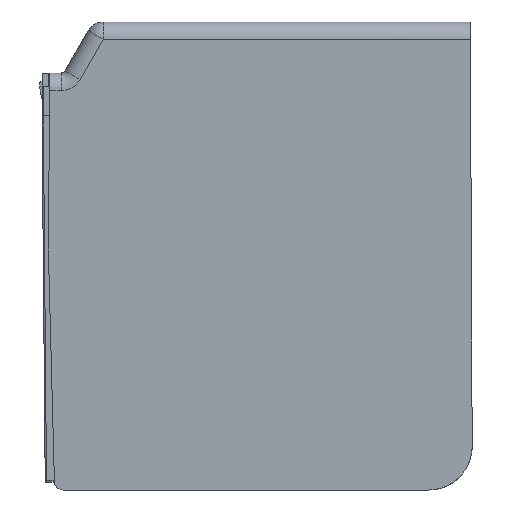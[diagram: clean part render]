
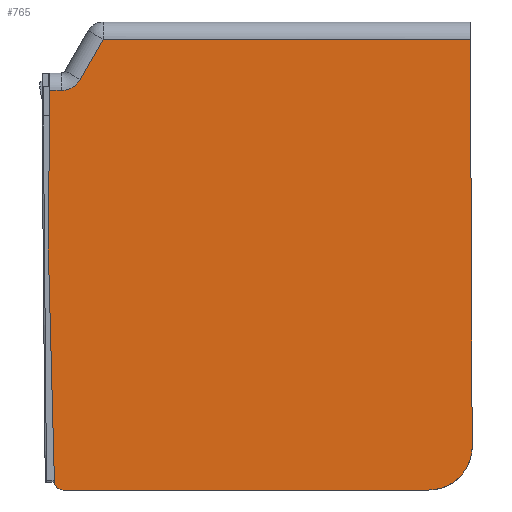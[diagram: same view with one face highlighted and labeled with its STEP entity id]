
A CAD part, front view. The second image highlights one B-rep face of the part: STEP entity #765.
In plain terms, the highlighted planar face has unit normal (0, -1, 0).
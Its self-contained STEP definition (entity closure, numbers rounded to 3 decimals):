
#550=CIRCLE('',#8316,2.);
#551=CIRCLE('',#8317,10.);
#552=CIRCLE('',#8318,5.);
#765=ADVANCED_FACE('',(#1409),#1141,.T.);
#1141=PLANE('',#8319);
#1409=FACE_OUTER_BOUND('',#1867,.T.);
#1867=EDGE_LOOP('',(#2959,#2960,#2961,#2962,#2963,#2964,#2965,#2966,#2967,
#2968));
#2959=ORIENTED_EDGE('',*,*,#5922,.T.);
#2960=ORIENTED_EDGE('',*,*,#5923,.F.);
#2961=ORIENTED_EDGE('',*,*,#5924,.T.);
#2962=ORIENTED_EDGE('',*,*,#5925,.F.);
#2963=ORIENTED_EDGE('',*,*,#5926,.T.);
#2964=ORIENTED_EDGE('',*,*,#5927,.F.);
#2965=ORIENTED_EDGE('',*,*,#5921,.T.);
#2966=ORIENTED_EDGE('',*,*,#5928,.T.);
#2967=ORIENTED_EDGE('',*,*,#5929,.T.);
#2968=ORIENTED_EDGE('',*,*,#5930,.T.);
#5075=VERTEX_POINT('',#12763);
#5076=VERTEX_POINT('',#12765);
#5077=VERTEX_POINT('',#12769);
#5078=VERTEX_POINT('',#12770);
#5079=VERTEX_POINT('',#12772);
#5080=VERTEX_POINT('',#12774);
#5081=VERTEX_POINT('',#12776);
#5082=VERTEX_POINT('',#12778);
#5083=VERTEX_POINT('',#12781);
#5084=VERTEX_POINT('',#12783);
#5921=EDGE_CURVE('',#5075,#5076,#6898,.T.);
#5922=EDGE_CURVE('',#5077,#5078,#6899,.T.);
#5923=EDGE_CURVE('',#5079,#5078,#6900,.T.);
#5924=EDGE_CURVE('',#5079,#5080,#550,.T.);
#5925=EDGE_CURVE('',#5081,#5080,#6901,.T.);
#5926=EDGE_CURVE('',#5081,#5082,#551,.T.);
#5927=EDGE_CURVE('',#5075,#5082,#6902,.T.);
#5928=EDGE_CURVE('',#5076,#5083,#6903,.T.);
#5929=EDGE_CURVE('',#5083,#5084,#552,.T.);
#5930=EDGE_CURVE('',#5084,#5077,#6904,.T.);
#6898=LINE('',#12766,#7594);
#6899=LINE('',#12768,#7595);
#6900=LINE('',#12771,#7596);
#6901=LINE('',#12775,#7597);
#6902=LINE('',#12779,#7598);
#6903=LINE('',#12780,#7599);
#6904=LINE('',#12784,#7600);
#7594=VECTOR('',#9525,1.);
#7595=VECTOR('',#9528,1.);
#7596=VECTOR('',#9529,1.);
#7597=VECTOR('',#9532,1.);
#7598=VECTOR('',#9535,1.);
#7599=VECTOR('',#9536,1.);
#7600=VECTOR('',#9539,1.);
#8316=AXIS2_PLACEMENT_3D('',#12773,#9530,#9531);
#8317=AXIS2_PLACEMENT_3D('',#12777,#9533,#9534);
#8318=AXIS2_PLACEMENT_3D('',#12782,#9537,#9538);
#8319=AXIS2_PLACEMENT_3D('',#12785,#9540,#9541);
#9525=DIRECTION('',(-1.,0.,0.));
#9528=DIRECTION('',(-0.009,0.,-1.));
#9529=DIRECTION('',(-0.026,0.,1.));
#9530=DIRECTION('',(0.,-1.,0.));
#9531=DIRECTION('',(0.,0.,-1.));
#9532=DIRECTION('',(-1.,0.,0.));
#9533=DIRECTION('',(0.,-1.,0.));
#9534=DIRECTION('',(0.,0.,-1.));
#9535=DIRECTION('',(0.004,0.,-1.));
#9536=DIRECTION('',(-0.5,0.,-0.866));
#9537=DIRECTION('',(0.,1.,0.));
#9538=DIRECTION('',(0.,0.,-1.));
#9539=DIRECTION('',(-1.,0.,0.));
#9540=DIRECTION('',(0.,-1.,0.));
#9541=DIRECTION('',(1.,0.,0.));
#12763=CARTESIAN_POINT('',(98.217,-92.5,17.5));
#12765=CARTESIAN_POINT('',(14.051,-92.5,17.5));
#12766=CARTESIAN_POINT('',(96.409,-92.5,17.5));
#12768=CARTESIAN_POINT('',(1.134,-92.5,-66.469));
#12769=CARTESIAN_POINT('',(1.765,-92.5,5.8));
#12770=CARTESIAN_POINT('',(1.448,-92.5,-30.545));
#12771=CARTESIAN_POINT('',(1.409,-92.5,-29.05));
#12772=CARTESIAN_POINT('',(2.844,-92.5,-83.852));
#12773=CARTESIAN_POINT('',(4.843,-92.5,-83.8));
#12774=CARTESIAN_POINT('',(4.843,-92.5,-85.8));
#12775=CARTESIAN_POINT('',(-5.,-92.5,-85.8));
#12776=CARTESIAN_POINT('',(88.624,-92.5,-85.8));
#12777=CARTESIAN_POINT('',(88.624,-92.5,-75.8));
#12778=CARTESIAN_POINT('',(98.624,-92.5,-75.756));
#12779=CARTESIAN_POINT('',(98.201,-92.5,21.2));
#12780=CARTESIAN_POINT('',(-2.079,-92.5,-10.438));
#12781=CARTESIAN_POINT('',(8.739,-92.5,8.3));
#12782=CARTESIAN_POINT('',(4.409,-92.5,10.8));
#12783=CARTESIAN_POINT('',(4.409,-92.5,5.8));
#12784=CARTESIAN_POINT('',(96.409,-92.5,5.8));
#12785=CARTESIAN_POINT('',(96.409,-92.5,-67.3));
